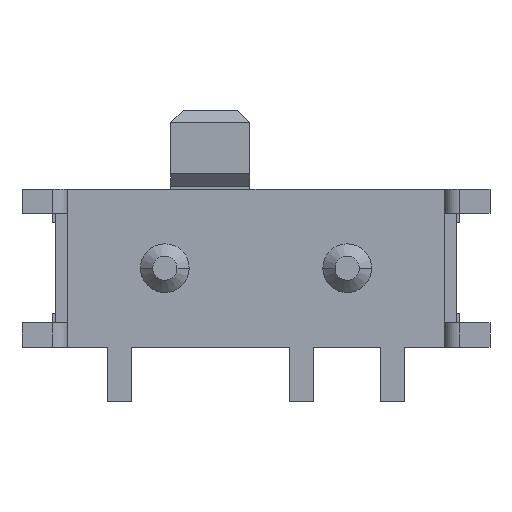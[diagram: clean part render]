
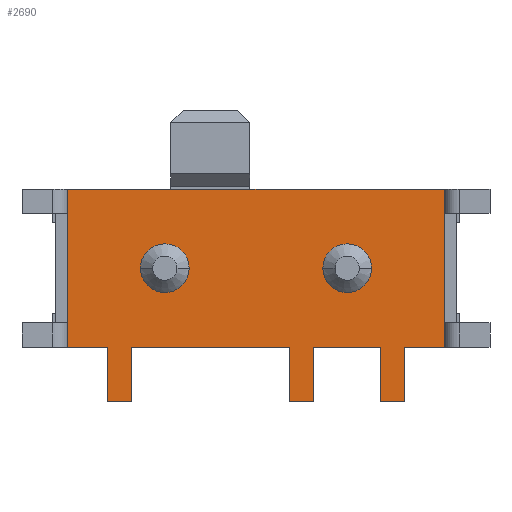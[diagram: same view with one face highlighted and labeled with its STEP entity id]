
A CAD part, front view. The second image highlights one B-rep face of the part: STEP entity #2690.
In plain terms, the highlighted planar face has unit normal (0, -1, 0).
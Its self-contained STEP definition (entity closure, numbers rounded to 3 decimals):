
#216=DIRECTION('',(1.,0.,0.));
#217=VECTOR('',#216,6.2);
#218=CARTESIAN_POINT('',(-3.1,0.,0.));
#219=LINE('',#218,#217);
#532=DIRECTION('',(1.,0.,0.));
#533=VECTOR('',#532,0.65);
#534=CARTESIAN_POINT('',(2.45,0.,-2.6));
#535=LINE('',#534,#533);
#680=DIRECTION('',(1.,0.,0.));
#681=VECTOR('',#680,0.65);
#682=CARTESIAN_POINT('',(-3.1,0.,-2.6));
#683=LINE('',#682,#681);
#696=DIRECTION('',(1.,0.,0.));
#697=VECTOR('',#696,2.6);
#698=CARTESIAN_POINT('',(-2.05,0.,-2.6));
#699=LINE('',#698,#697);
#712=DIRECTION('',(1.,0.,0.));
#713=VECTOR('',#712,1.1);
#714=CARTESIAN_POINT('',(0.95,0.,-2.6));
#715=LINE('',#714,#713);
#724=DIRECTION('',(0.,0.,-1.));
#725=VECTOR('',#724,0.9);
#726=CARTESIAN_POINT('',(2.45,0.,-2.6));
#727=LINE('',#726,#725);
#736=CARTESIAN_POINT('',(-1.5,0.,-1.3));
#737=DIRECTION('',(0.,-1.,0.));
#738=DIRECTION('',(1.,0.,0.));
#739=AXIS2_PLACEMENT_3D('',#736,#737,#738);
#741=CARTESIAN_POINT('',(-1.5,0.,-1.3));
#742=DIRECTION('',(0.,-1.,0.));
#743=DIRECTION('',(-1.,0.,0.));
#744=AXIS2_PLACEMENT_3D('',#741,#742,#743);
#746=CARTESIAN_POINT('',(1.5,0.,-1.3));
#747=DIRECTION('',(0.,-1.,0.));
#748=DIRECTION('',(1.,0.,0.));
#749=AXIS2_PLACEMENT_3D('',#746,#747,#748);
#751=CARTESIAN_POINT('',(1.5,0.,-1.3));
#752=DIRECTION('',(0.,-1.,0.));
#753=DIRECTION('',(-1.,0.,0.));
#754=AXIS2_PLACEMENT_3D('',#751,#752,#753);
#756=DIRECTION('',(0.,0.,-1.));
#757=VECTOR('',#756,0.9);
#758=CARTESIAN_POINT('',(0.55,0.,-2.6));
#759=LINE('',#758,#757);
#760=DIRECTION('',(0.,0.,-1.));
#761=VECTOR('',#760,0.9);
#762=CARTESIAN_POINT('',(-2.45,0.,-2.6));
#763=LINE('',#762,#761);
#764=DIRECTION('',(0.,0.,-1.));
#765=VECTOR('',#764,2.6);
#766=CARTESIAN_POINT('',(-3.1,0.,0.));
#767=LINE('',#766,#765);
#768=DIRECTION('',(0.,0.,-1.));
#769=VECTOR('',#768,0.9);
#770=CARTESIAN_POINT('',(2.05,0.,-2.6));
#771=LINE('',#770,#769);
#844=DIRECTION('',(0.,0.,-1.));
#845=VECTOR('',#844,0.9);
#846=CARTESIAN_POINT('',(0.95,0.,-2.6));
#847=LINE('',#846,#845);
#856=DIRECTION('',(1.,0.,0.));
#857=VECTOR('',#856,0.4);
#858=CARTESIAN_POINT('',(2.05,0.,-3.5));
#859=LINE('',#858,#857);
#872=DIRECTION('',(1.,0.,0.));
#873=VECTOR('',#872,0.4);
#874=CARTESIAN_POINT('',(0.55,0.,-3.5));
#875=LINE('',#874,#873);
#888=DIRECTION('',(1.,0.,0.));
#889=VECTOR('',#888,0.4);
#890=CARTESIAN_POINT('',(-2.45,0.,-3.5));
#891=LINE('',#890,#889);
#904=DIRECTION('',(0.,0.,-1.));
#905=VECTOR('',#904,0.9);
#906=CARTESIAN_POINT('',(-2.05,0.,-2.6));
#907=LINE('',#906,#905);
#932=DIRECTION('',(0.,0.,-1.));
#933=VECTOR('',#932,2.6);
#934=CARTESIAN_POINT('',(3.1,0.,0.));
#935=LINE('',#934,#933);
#1484=CARTESIAN_POINT('',(-3.1,0.,0.));
#1485=CARTESIAN_POINT('',(3.1,0.,0.));
#1486=VERTEX_POINT('',#1484);
#1487=VERTEX_POINT('',#1485);
#1544=CARTESIAN_POINT('',(-3.1,0.,-2.6));
#1545=VERTEX_POINT('',#1544);
#1546=CARTESIAN_POINT('',(3.1,0.,-2.6));
#1547=VERTEX_POINT('',#1546);
#1820=CARTESIAN_POINT('',(-1.1,0.,-1.3));
#1821=CARTESIAN_POINT('',(-1.9,0.,-1.3));
#1822=VERTEX_POINT('',#1820);
#1823=VERTEX_POINT('',#1821);
#1824=CARTESIAN_POINT('',(1.9,0.,-1.3));
#1825=CARTESIAN_POINT('',(1.1,0.,-1.3));
#1826=VERTEX_POINT('',#1824);
#1827=VERTEX_POINT('',#1825);
#1828=CARTESIAN_POINT('',(2.05,0.,-3.5));
#1829=CARTESIAN_POINT('',(2.45,0.,-3.5));
#1830=VERTEX_POINT('',#1828);
#1831=VERTEX_POINT('',#1829);
#1836=CARTESIAN_POINT('',(0.55,0.,-3.5));
#1837=CARTESIAN_POINT('',(0.95,0.,-3.5));
#1838=VERTEX_POINT('',#1836);
#1839=VERTEX_POINT('',#1837);
#1844=CARTESIAN_POINT('',(-2.45,0.,-3.5));
#1845=CARTESIAN_POINT('',(-2.05,0.,-3.5));
#1846=VERTEX_POINT('',#1844);
#1847=VERTEX_POINT('',#1845);
#1852=CARTESIAN_POINT('',(2.45,0.,-2.6));
#1854=VERTEX_POINT('',#1852);
#1858=CARTESIAN_POINT('',(2.05,0.,-2.6));
#1859=VERTEX_POINT('',#1858);
#1860=CARTESIAN_POINT('',(0.95,0.,-2.6));
#1862=VERTEX_POINT('',#1860);
#1866=CARTESIAN_POINT('',(0.55,0.,-2.6));
#1867=VERTEX_POINT('',#1866);
#1868=CARTESIAN_POINT('',(-2.05,0.,-2.6));
#1870=VERTEX_POINT('',#1868);
#1874=CARTESIAN_POINT('',(-2.45,0.,-2.6));
#1875=VERTEX_POINT('',#1874);
#2647=CARTESIAN_POINT('',(-3.1,0.,0.));
#2648=DIRECTION('',(0.,-1.,0.));
#2649=DIRECTION('',(1.,0.,0.));
#2650=AXIS2_PLACEMENT_3D('',#2647,#2648,#2649);
#2651=PLANE('',#2650);
#2652=ORIENTED_EDGE('',*,*,#2595,.F.);
#2654=ORIENTED_EDGE('',*,*,#2653,.T.);
#2656=ORIENTED_EDGE('',*,*,#2655,.F.);
#2658=ORIENTED_EDGE('',*,*,#2657,.F.);
#2659=ORIENTED_EDGE('',*,*,#2587,.F.);
#2661=ORIENTED_EDGE('',*,*,#2660,.T.);
#2663=ORIENTED_EDGE('',*,*,#2662,.F.);
#2665=ORIENTED_EDGE('',*,*,#2664,.F.);
#2666=ORIENTED_EDGE('',*,*,#2579,.F.);
#2667=ORIENTED_EDGE('',*,*,#2057,.F.);
#2668=ORIENTED_EDGE('',*,*,#1999,.T.);
#2670=ORIENTED_EDGE('',*,*,#2669,.T.);
#2671=ORIENTED_EDGE('',*,*,#2519,.F.);
#2672=ORIENTED_EDGE('',*,*,#2614,.T.);
#2674=ORIENTED_EDGE('',*,*,#2673,.F.);
#2675=ORIENTED_EDGE('',*,*,#2639,.F.);
#2676=EDGE_LOOP('',(#2652,#2654,#2656,#2658,#2659,#2661,#2663,#2665,#2666,#2667,
#2668,#2670,#2671,#2672,#2674,#2675));
#2677=FACE_OUTER_BOUND('',#2676,.F.);
#2679=ORIENTED_EDGE('',*,*,#2678,.T.);
#2681=ORIENTED_EDGE('',*,*,#2680,.T.);
#2682=EDGE_LOOP('',(#2679,#2681));
#2683=FACE_BOUND('',#2682,.F.);
#2685=ORIENTED_EDGE('',*,*,#2684,.T.);
#2687=ORIENTED_EDGE('',*,*,#2686,.T.);
#2688=EDGE_LOOP('',(#2685,#2687));
#2689=FACE_BOUND('',#2688,.F.);
#2690=ADVANCED_FACE('',(#2677,#2683,#2689),#2651,.T.);
#740=CIRCLE('',#739,0.4);
#745=CIRCLE('',#744,0.4);
#750=CIRCLE('',#749,0.4);
#755=CIRCLE('',#754,0.4);
#1999=EDGE_CURVE('',#1486,#1487,#219,.T.);
#2057=EDGE_CURVE('',#1486,#1545,#767,.T.);
#2519=EDGE_CURVE('',#1854,#1547,#535,.T.);
#2579=EDGE_CURVE('',#1545,#1875,#683,.T.);
#2587=EDGE_CURVE('',#1870,#1867,#699,.T.);
#2595=EDGE_CURVE('',#1862,#1859,#715,.T.);
#2614=EDGE_CURVE('',#1854,#1831,#727,.T.);
#2639=EDGE_CURVE('',#1859,#1830,#771,.T.);
#2653=EDGE_CURVE('',#1862,#1839,#847,.T.);
#2655=EDGE_CURVE('',#1838,#1839,#875,.T.);
#2657=EDGE_CURVE('',#1867,#1838,#759,.T.);
#2660=EDGE_CURVE('',#1870,#1847,#907,.T.);
#2662=EDGE_CURVE('',#1846,#1847,#891,.T.);
#2664=EDGE_CURVE('',#1875,#1846,#763,.T.);
#2669=EDGE_CURVE('',#1487,#1547,#935,.T.);
#2673=EDGE_CURVE('',#1830,#1831,#859,.T.);
#2678=EDGE_CURVE('',#1822,#1823,#740,.T.);
#2680=EDGE_CURVE('',#1823,#1822,#745,.T.);
#2684=EDGE_CURVE('',#1826,#1827,#750,.T.);
#2686=EDGE_CURVE('',#1827,#1826,#755,.T.);
